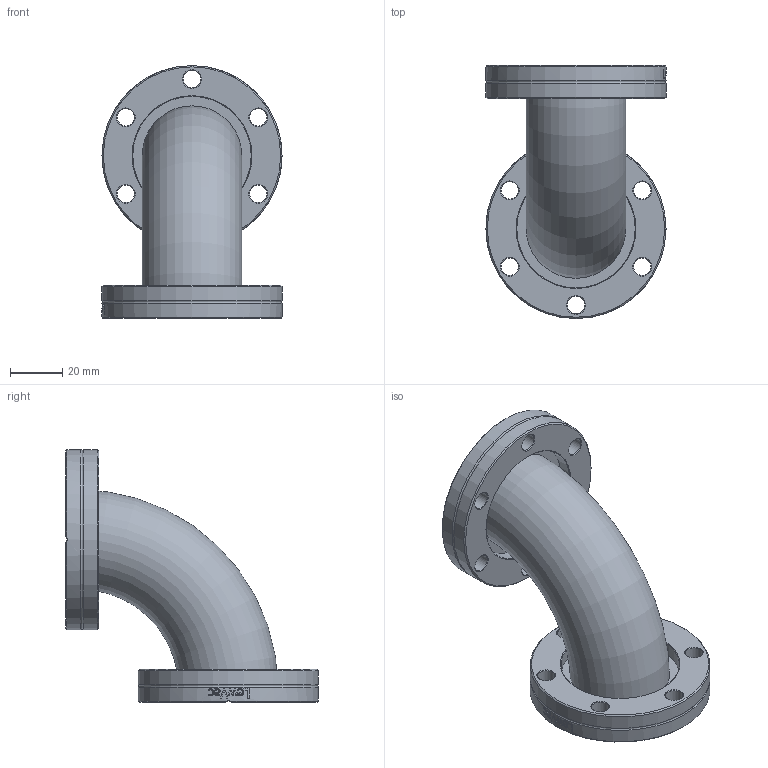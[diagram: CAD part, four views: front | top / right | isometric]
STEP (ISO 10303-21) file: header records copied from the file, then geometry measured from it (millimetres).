
FILE_DESCRIPTION(/* description */ (''),/* implementation_level */ '2;1');
FILE_NAME(/* name */ 'FL-RE40CF.stp',/* time_stamp */ '2018-02-02T14:34:13+00:00',/* author */ ('paul'),/* organization */ (''),/* preprocessor_version */ 'ST-DEVELOPER v16.13',/* originating_system */ 'Autodesk Inventor 2018',/* authorisation */ '');
FILE_SCHEMA (('AUTOMOTIVE_DESIGN { 1 0 10303 214 3 1 1 }'));
Length unit declared in the file: millimetre
Products named in the file (5): FL-RE40CF; FL-40CFR-38; FL-40CF-OUT; FL-40CF-INB38.1; tube
Assembly tree (5 placements, depth 3):
  FL-RE40CF
    FL-40CFR-38  x2
      FL-40CF-OUT
      FL-40CF-INB38.1
    tube
Bounding box: 69.1 x 97.05 x 97.05 mm (x, y, z)
Volume: 70539.8 mm3; surface area: 47348.4 mm2
Topology: 5 solids, 5 shells, 268 faces, 698 edges, 458 vertices
Faces by surface type: plane 100, bspline 82, cylinder 46, cone 36, torus 4
Full cylindrical faces by diameter (mm): 6.7 x12, 36.6 x2, 38.2 x2, 45.5 x2, 48.1 x2, 48.3 x2, 69.1 x4
Entity records: 5583 total; most frequent: CARTESIAN_POINT 2418, ORIENTED_EDGE 624, DIRECTION 541, EDGE_CURVE 312, VERTEX_POINT 223, AXIS2_PLACEMENT_3D 215, EDGE_LOOP 195, FACE_OUTER_BOUND 136
